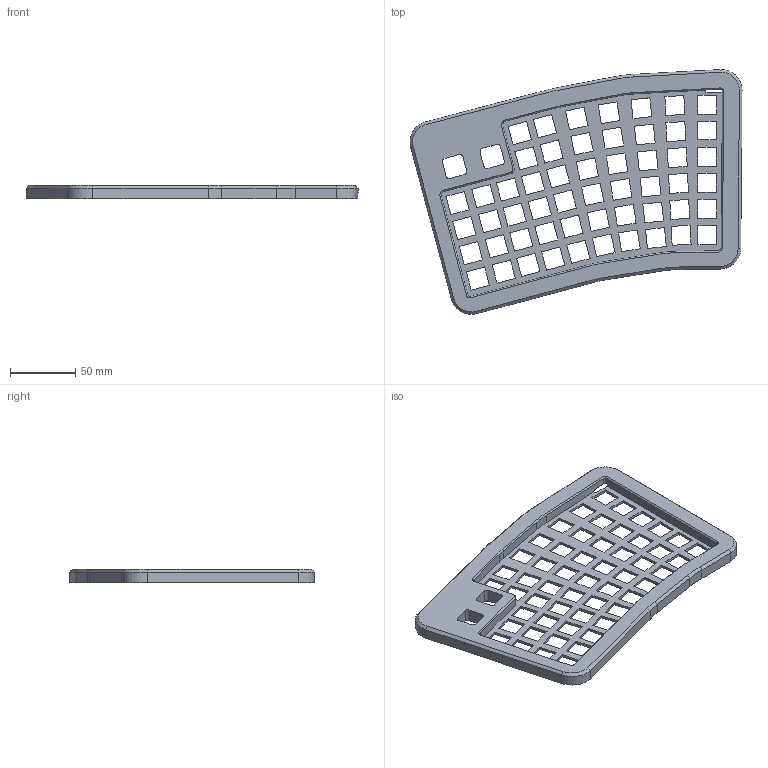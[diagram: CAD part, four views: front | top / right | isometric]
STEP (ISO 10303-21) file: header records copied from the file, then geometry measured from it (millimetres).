
FILE_DESCRIPTION(/* description */ (''),/* implementation_level */ '2;1');
FILE_NAME(/* name */ 'right_top.step',/* time_stamp */ '2025-07-31T22:55:34+02:00',/* author */ (''),/* organization */ (''),/* preprocessor_version */ 'ST-DEVELOPER v20',/* originating_system */ 'Autodesk Translation Framework v13.20.0.188',/* authorisation */ '');
FILE_SCHEMA (('AUTOMOTIVE_DESIGN { 1 0 10303 214 3 1 1 }'));
Length unit declared in the file: millimetre
Products named in the file (1): the_multiboard
Bounding box: 254.2 x 187.4 x 10 mm (x, y, z)
Volume: 143304 mm3; surface area: 69036.1 mm2
Topology: 1 solids, 1 shells, 329 faces, 933 edges, 610 vertices
Faces by surface type: plane 279, cylinder 32, cone 18
Full cylindrical faces by diameter (mm): 3 x3
Entity records: 10774 total; most frequent: CARTESIAN_POINT 1886, ORIENTED_EDGE 1866, DIRECTION 1678, EDGE_CURVE 933, LINE 846, VECTOR 846, VERTEX_POINT 610, EDGE_LOOP 447
